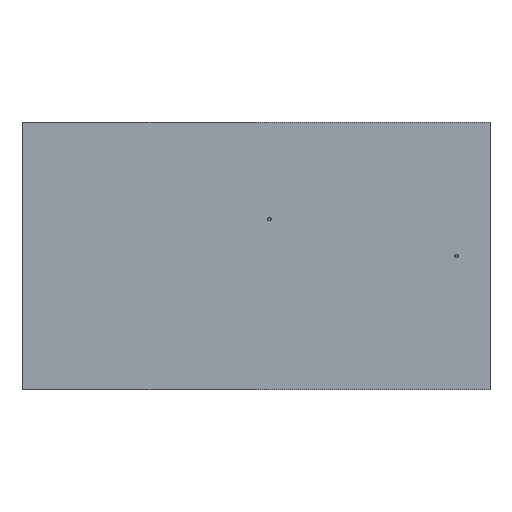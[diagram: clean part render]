
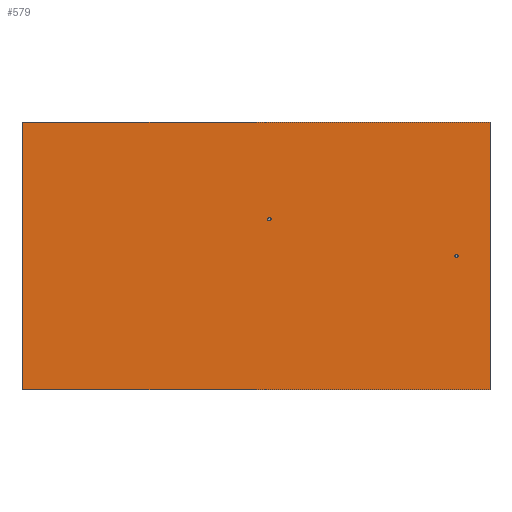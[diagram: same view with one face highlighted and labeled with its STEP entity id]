
A CAD part, front view. The second image highlights one B-rep face of the part: STEP entity #579.
In plain terms, the highlighted planar face has unit normal (0, -1, 0).
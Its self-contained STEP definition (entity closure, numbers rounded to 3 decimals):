
#39=FACE_BOUND('',#90,.T.);
#40=FACE_BOUND('',#91,.T.);
#43=PLANE('',#687);
#55=FACE_OUTER_BOUND('',#89,.T.);
#89=EDGE_LOOP('',(#393,#394,#395,#396));
#90=EDGE_LOOP('',(#397));
#91=EDGE_LOOP('',(#398));
#127=LINE('',#1002,#163);
#128=LINE('',#1004,#164);
#129=LINE('',#1006,#165);
#130=LINE('',#1007,#166);
#163=VECTOR('',#789,10.);
#164=VECTOR('',#790,10.);
#165=VECTOR('',#791,10.);
#166=VECTOR('',#792,10.);
#197=CIRCLE('',#682,2.5);
#200=CIRCLE('',#686,2.5);
#245=VERTEX_POINT('',#988);
#248=VERTEX_POINT('',#996);
#249=VERTEX_POINT('',#1000);
#250=VERTEX_POINT('',#1001);
#251=VERTEX_POINT('',#1003);
#252=VERTEX_POINT('',#1005);
#301=EDGE_CURVE('',#245,#245,#197,.T.);
#306=EDGE_CURVE('',#248,#248,#200,.T.);
#307=EDGE_CURVE('',#249,#250,#127,.T.);
#308=EDGE_CURVE('',#250,#251,#128,.T.);
#309=EDGE_CURVE('',#251,#252,#129,.T.);
#310=EDGE_CURVE('',#252,#249,#130,.T.);
#393=ORIENTED_EDGE('',*,*,#307,.T.);
#394=ORIENTED_EDGE('',*,*,#308,.T.);
#395=ORIENTED_EDGE('',*,*,#309,.T.);
#396=ORIENTED_EDGE('',*,*,#310,.T.);
#397=ORIENTED_EDGE('',*,*,#301,.T.);
#398=ORIENTED_EDGE('',*,*,#306,.T.);
#579=ADVANCED_FACE('',(#55,#39,#40),#43,.T.);
#682=AXIS2_PLACEMENT_3D('',#989,#775,#776);
#686=AXIS2_PLACEMENT_3D('',#998,#785,#786);
#687=AXIS2_PLACEMENT_3D('',#999,#787,#788);
#775=DIRECTION('center_axis',(0.,1.,0.));
#776=DIRECTION('ref_axis',(-1.,0.,0.));
#785=DIRECTION('center_axis',(0.,1.,0.));
#786=DIRECTION('ref_axis',(-1.,0.,0.));
#787=DIRECTION('center_axis',(0.,-1.,0.));
#788=DIRECTION('ref_axis',(0.,0.,-1.));
#789=DIRECTION('',(-1.,0.,0.));
#790=DIRECTION('',(0.,0.,-1.));
#791=DIRECTION('',(1.,0.,0.));
#792=DIRECTION('',(0.,0.,1.));
#988=CARTESIAN_POINT('',(22.5,-2.5,55.));
#989=CARTESIAN_POINT('Origin',(20.,-2.5,55.));
#996=CARTESIAN_POINT('',(302.5,-2.5,0.));
#998=CARTESIAN_POINT('Origin',(300.,-2.5,0.));
#999=CARTESIAN_POINT('Origin',(0.,-2.5,0.));
#1000=CARTESIAN_POINT('',(350.,-2.5,200.));
#1001=CARTESIAN_POINT('',(-350.,-2.5,200.));
#1002=CARTESIAN_POINT('',(350.,-2.5,200.));
#1003=CARTESIAN_POINT('',(-350.,-2.5,-200.));
#1004=CARTESIAN_POINT('',(-350.,-2.5,200.));
#1005=CARTESIAN_POINT('',(350.,-2.5,-200.));
#1006=CARTESIAN_POINT('',(-350.,-2.5,-200.));
#1007=CARTESIAN_POINT('',(350.,-2.5,-200.));
